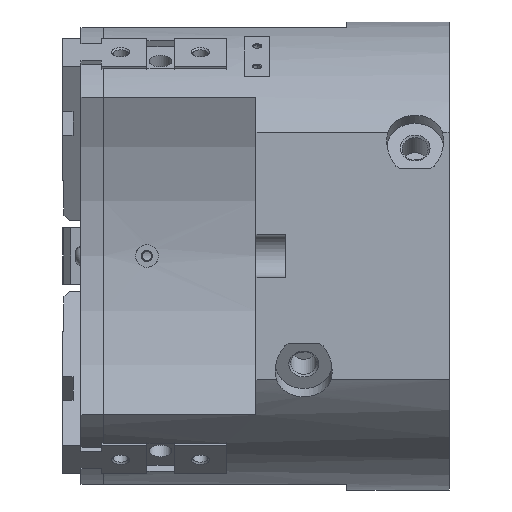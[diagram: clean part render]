
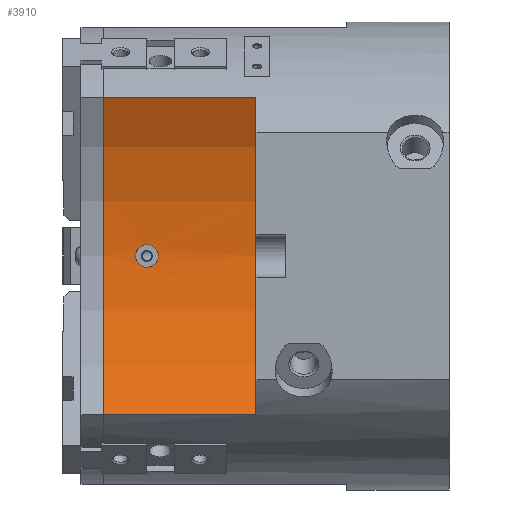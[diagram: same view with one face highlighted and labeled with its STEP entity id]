
A CAD part, left-side view. The second image highlights one B-rep face of the part: STEP entity #3910.
In plain terms, the highlighted cylindrical face has radius 145 mm (diameter 290 mm), a partial arc.
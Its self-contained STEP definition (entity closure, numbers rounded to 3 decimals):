
#2486 = VERTEX_POINT( '', #6950 );
#2668 = EDGE_CURVE( '', #3096, #5182, #7160, .T. );
#3096 = VERTEX_POINT( '', #7639 );
#3712 = VERTEX_POINT( '', #8314 );
#3910 = ADVANCED_FACE( '', ( #8534, #8535 ), #8536, .F. );
#3990 = EDGE_CURVE( '', #2486, #3712, #8623, .T. );
#4666 = EDGE_CURVE( '', #5182, #6006, #9379, .T. );
#4810 = EDGE_CURVE( '', #3712, #2486, #9534, .T. );
#5182 = VERTEX_POINT( '', #9951 );
#5424 = VERTEX_POINT( '', #10219 );
#5670 = EDGE_CURVE( '', #6006, #5424, #10490, .T. );
#5992 = EDGE_CURVE( '', #3096, #5424, #10853, .T. );
#6006 = VERTEX_POINT( '', #10868 );
#6950 = CARTESIAN_POINT( '', ( -57.736, 133., -5. ) );
#7160 = LINE( '', #12376, #12377 );
#7639 = CARTESIAN_POINT( '', ( -75.626, 151.99, 69.927 ) );
#8314 = CARTESIAN_POINT( '', ( -57.736, 133., 5. ) );
#8534 = FACE_OUTER_BOUND( '', #14344, .T. );
#8535 = FACE_BOUND( '', #14345, .T. );
#8536 = CYLINDRICAL_SURFACE( '', #14346, 145. );
#8623 = B_SPLINE_CURVE_WITH_KNOTS( '', 3, ( #14469, #14470, #14471, #14472, #14473, #14474, #14475, #14476, #14477, #14478, #14479, #14480, #14481, #14482, #14483, #14484, #14485, #14486, #14487, #14488, #14489, #14490, #14491, #14492, #14493, #14494, #14495, #14496, #14497, #14498, #14499, #14500, #14501, #14502 ), .UNSPECIFIED., .F., .F., ( 4, 2, 2, 2, 2, 2, 2, 2, 2, 2, 2, 2, 2, 2, 2, 2, 4 ), ( 15.069, 16.011, 16.952, 17.894, 18.836, 19.778, 20.72, 21.661, 22.603, 23.545, 24.487, 25.429, 26.37, 27.312, 28.254, 29.196, 30.137 ), .UNSPECIFIED. );
#9379 = CIRCLE( '', #15538, 145. );
#9534 = B_SPLINE_CURVE_WITH_KNOTS( '', 3, ( #15759, #15760, #15761, #15762, #15763, #15764, #15765, #15766, #15767, #15768, #15769, #15770, #15771, #15772, #15773, #15774, #15775, #15776, #15777, #15778, #15779, #15780, #15781, #15782, #15783, #15784, #15785, #15786, #15787, #15788, #15789, #15790, #15791, #15792 ), .UNSPECIFIED., .F., .F., ( 4, 2, 2, 2, 2, 2, 2, 2, 2, 2, 2, 2, 2, 2, 2, 2, 4 ), ( 0., 0.942, 1.884, 2.825, 3.767, 4.709, 5.651, 6.593, 7.534, 8.476, 9.418, 10.36, 11.302, 12.243, 13.185, 14.127, 15.069 ), .UNSPECIFIED. );
#9951 = CARTESIAN_POINT( '', ( -75.626, 85., 69.927 ) );
#10219 = CARTESIAN_POINT( '', ( -75.626, 151.99, -69.927 ) );
#10490 = LINE( '', #17210, #17211 );
#10853 = CIRCLE( '', #17779, 145. );
#10868 = CARTESIAN_POINT( '', ( -75.626, 85., -69.927 ) );
#12376 = CARTESIAN_POINT( '', ( -75.626, 162., 69.927 ) );
#12377 = VECTOR( '', #19431, 1. );
#14344 = EDGE_LOOP( '', ( #20987, #20988, #20989, #20990 ) );
#14345 = EDGE_LOOP( '', ( #20991, #20992 ) );
#14346 = AXIS2_PLACEMENT_3D( '', #20993, #20994, #20995 );
#14469 = CARTESIAN_POINT( '', ( -57.736, 133., -5. ) );
#14470 = CARTESIAN_POINT( '', ( -57.736, 133.314, -5. ) );
#14471 = CARTESIAN_POINT( '', ( -57.735, 133.639, -4.97 ) );
#14472 = CARTESIAN_POINT( '', ( -57.731, 134.284, -4.843 ) );
#14473 = CARTESIAN_POINT( '', ( -57.728, 134.606, -4.747 ) );
#14474 = CARTESIAN_POINT( '', ( -57.72, 135.221, -4.492 ) );
#14475 = CARTESIAN_POINT( '', ( -57.715, 135.517, -4.333 ) );
#14476 = CARTESIAN_POINT( '', ( -57.704, 136.063, -3.966 ) );
#14477 = CARTESIAN_POINT( '', ( -57.699, 136.314, -3.757 ) );
#14478 = CARTESIAN_POINT( '', ( -57.688, 136.757, -3.314 ) );
#14479 = CARTESIAN_POINT( '', ( -57.682, 136.966, -3.063 ) );
#14480 = CARTESIAN_POINT( '', ( -57.672, 137.333, -2.517 ) );
#14481 = CARTESIAN_POINT( '', ( -57.667, 137.492, -2.221 ) );
#14482 = CARTESIAN_POINT( '', ( -57.659, 137.747, -1.606 ) );
#14483 = CARTESIAN_POINT( '', ( -57.655, 137.843, -1.284 ) );
#14484 = CARTESIAN_POINT( '', ( -57.651, 137.97, -0.639 ) );
#14485 = CARTESIAN_POINT( '', ( -57.65, 138., -0.314 ) );
#14486 = CARTESIAN_POINT( '', ( -57.65, 138., 0.314 ) );
#14487 = CARTESIAN_POINT( '', ( -57.651, 137.97, 0.639 ) );
#14488 = CARTESIAN_POINT( '', ( -57.655, 137.843, 1.284 ) );
#14489 = CARTESIAN_POINT( '', ( -57.659, 137.747, 1.606 ) );
#14490 = CARTESIAN_POINT( '', ( -57.667, 137.492, 2.221 ) );
#14491 = CARTESIAN_POINT( '', ( -57.672, 137.333, 2.517 ) );
#14492 = CARTESIAN_POINT( '', ( -57.682, 136.966, 3.063 ) );
#14493 = CARTESIAN_POINT( '', ( -57.688, 136.757, 3.314 ) );
#14494 = CARTESIAN_POINT( '', ( -57.699, 136.314, 3.757 ) );
#14495 = CARTESIAN_POINT( '', ( -57.704, 136.063, 3.966 ) );
#14496 = CARTESIAN_POINT( '', ( -57.715, 135.517, 4.333 ) );
#14497 = CARTESIAN_POINT( '', ( -57.72, 135.221, 4.492 ) );
#14498 = CARTESIAN_POINT( '', ( -57.728, 134.606, 4.747 ) );
#14499 = CARTESIAN_POINT( '', ( -57.731, 134.284, 4.843 ) );
#14500 = CARTESIAN_POINT( '', ( -57.735, 133.639, 4.97 ) );
#14501 = CARTESIAN_POINT( '', ( -57.736, 133.314, 5. ) );
#14502 = CARTESIAN_POINT( '', ( -57.736, 133., 5. ) );
#15538 = AXIS2_PLACEMENT_3D( '', #21947, #21948, #21949 );
#15759 = CARTESIAN_POINT( '', ( -57.736, 133., 5. ) );
#15760 = CARTESIAN_POINT( '', ( -57.736, 132.686, 5. ) );
#15761 = CARTESIAN_POINT( '', ( -57.735, 132.361, 4.97 ) );
#15762 = CARTESIAN_POINT( '', ( -57.731, 131.716, 4.843 ) );
#15763 = CARTESIAN_POINT( '', ( -57.728, 131.394, 4.747 ) );
#15764 = CARTESIAN_POINT( '', ( -57.72, 130.779, 4.492 ) );
#15765 = CARTESIAN_POINT( '', ( -57.715, 130.483, 4.333 ) );
#15766 = CARTESIAN_POINT( '', ( -57.704, 129.937, 3.966 ) );
#15767 = CARTESIAN_POINT( '', ( -57.699, 129.686, 3.757 ) );
#15768 = CARTESIAN_POINT( '', ( -57.688, 129.243, 3.314 ) );
#15769 = CARTESIAN_POINT( '', ( -57.682, 129.034, 3.063 ) );
#15770 = CARTESIAN_POINT( '', ( -57.672, 128.667, 2.517 ) );
#15771 = CARTESIAN_POINT( '', ( -57.667, 128.508, 2.221 ) );
#15772 = CARTESIAN_POINT( '', ( -57.659, 128.253, 1.606 ) );
#15773 = CARTESIAN_POINT( '', ( -57.655, 128.157, 1.284 ) );
#15774 = CARTESIAN_POINT( '', ( -57.651, 128.03, 0.639 ) );
#15775 = CARTESIAN_POINT( '', ( -57.65, 128., 0.314 ) );
#15776 = CARTESIAN_POINT( '', ( -57.65, 128., -0.314 ) );
#15777 = CARTESIAN_POINT( '', ( -57.651, 128.03, -0.639 ) );
#15778 = CARTESIAN_POINT( '', ( -57.655, 128.157, -1.284 ) );
#15779 = CARTESIAN_POINT( '', ( -57.659, 128.253, -1.606 ) );
#15780 = CARTESIAN_POINT( '', ( -57.667, 128.508, -2.221 ) );
#15781 = CARTESIAN_POINT( '', ( -57.672, 128.667, -2.517 ) );
#15782 = CARTESIAN_POINT( '', ( -57.682, 129.034, -3.063 ) );
#15783 = CARTESIAN_POINT( '', ( -57.688, 129.243, -3.314 ) );
#15784 = CARTESIAN_POINT( '', ( -57.699, 129.686, -3.757 ) );
#15785 = CARTESIAN_POINT( '', ( -57.704, 129.937, -3.966 ) );
#15786 = CARTESIAN_POINT( '', ( -57.715, 130.483, -4.333 ) );
#15787 = CARTESIAN_POINT( '', ( -57.72, 130.779, -4.492 ) );
#15788 = CARTESIAN_POINT( '', ( -57.728, 131.394, -4.747 ) );
#15789 = CARTESIAN_POINT( '', ( -57.731, 131.716, -4.843 ) );
#15790 = CARTESIAN_POINT( '', ( -57.735, 132.361, -4.97 ) );
#15791 = CARTESIAN_POINT( '', ( -57.736, 132.686, -5. ) );
#15792 = CARTESIAN_POINT( '', ( -57.736, 133., -5. ) );
#17210 = CARTESIAN_POINT( '', ( -75.626, 162., -69.927 ) );
#17211 = VECTOR( '', #23151, 1. );
#17779 = AXIS2_PLACEMENT_3D( '', #23608, #23609, #23610 );
#19431 = DIRECTION( '', ( 0., -1., 0. ) );
#20987 = ORIENTED_EDGE( '', *, *, #5992, .T. );
#20988 = ORIENTED_EDGE( '', *, *, #5670, .F. );
#20989 = ORIENTED_EDGE( '', *, *, #4666, .F. );
#20990 = ORIENTED_EDGE( '', *, *, #2668, .F. );
#20991 = ORIENTED_EDGE( '', *, *, #4810, .T. );
#20992 = ORIENTED_EDGE( '', *, *, #3990, .T. );
#20993 = CARTESIAN_POINT( '', ( -202.65, 162., 0. ) );
#20994 = DIRECTION( '', ( 0., 1., 0. ) );
#20995 = DIRECTION( '', ( 0.869, 0., -0.495 ) );
#21947 = CARTESIAN_POINT( '', ( -202.65, 85., 0. ) );
#21948 = DIRECTION( '', ( 0., 1., 0. ) );
#21949 = DIRECTION( '', ( 0.869, 0., -0.495 ) );
#23151 = DIRECTION( '', ( 0., 1., 0. ) );
#23608 = CARTESIAN_POINT( '', ( -202.65, 151.99, 0. ) );
#23609 = DIRECTION( '', ( 0., 1., 0. ) );
#23610 = DIRECTION( '', ( 0.869, 0., -0.495 ) );
